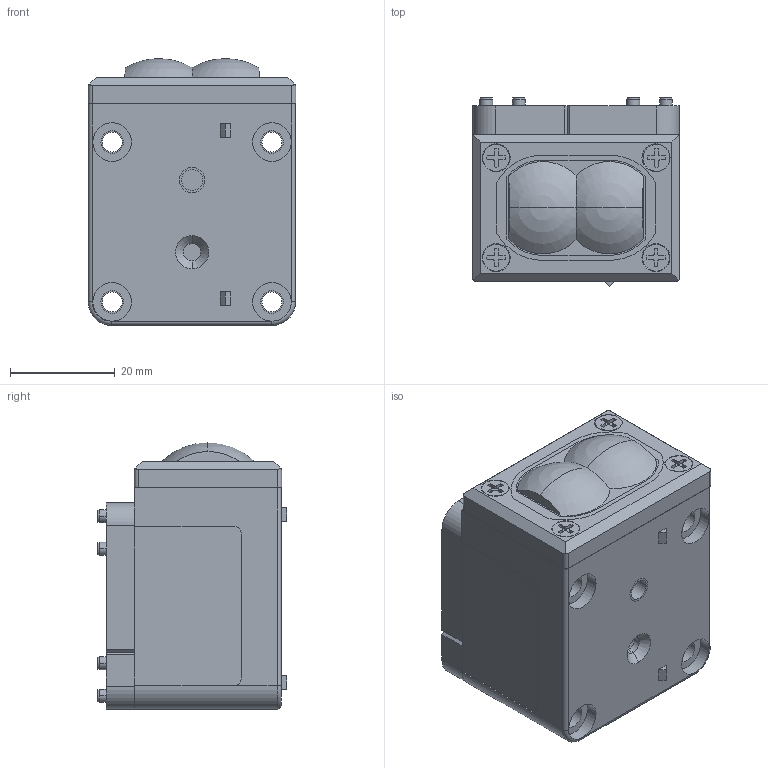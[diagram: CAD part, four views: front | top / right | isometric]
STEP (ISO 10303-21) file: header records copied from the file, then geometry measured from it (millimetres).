
FILE_DESCRIPTION((''),'2;1');
FILE_NAME('214757_ASM','2019-10-22T07:20:46',('pdmadmin'),('BANNER ENGINEERING'),'CREO PARAMETRIC BY PTC INC, 2018300','CREO PARAMETRIC BY PTC INC, 2018300','');
FILE_SCHEMA(('CONFIG_CONTROL_DESIGN'));
Length unit declared in the file: inch
Products named in the file (6): 12378; 12376; 15485; 12377; 09314; 214757_ASM
Assembly tree (8 placements, depth 2):
  214757_ASM
    12378
    12376
    15485
    12377
    09314  x4
Bounding box: 39.6 x 36.07 x 50.89 mm (x, y, z)
Volume: 30758.6 mm3; surface area: 22968.7 mm2
Topology: 8 solids, 9 shells, 511 faces, 1271 edges, 818 vertices
Faces by surface type: cylinder 225, plane 222, cone 46, torus 10, sphere 8
Entity records: 13299 total; most frequent: CARTESIAN_POINT 2443, DIRECTION 2383, ORIENTED_EDGE 2126, EDGE_CURVE 1065, AXIS2_PLACEMENT_3D 907, VERTEX_POINT 692, VECTOR 569, LINE 569
